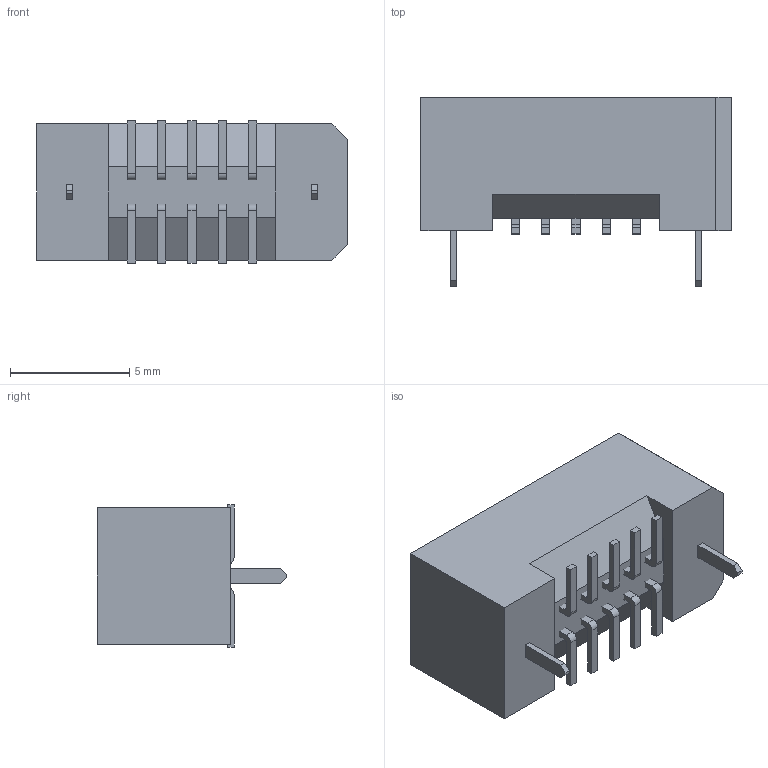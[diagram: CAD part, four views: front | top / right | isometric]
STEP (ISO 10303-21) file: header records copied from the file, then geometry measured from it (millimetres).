
FILE_DESCRIPTION( ( 'STEP AP214' ), ' ' );
FILE_NAME( 'TFM-105-02-S-D-WT.stp', '2016-05-30T17:17:34', ( '' ), ( '' ), ' ', 'PARTsolutions', ' ' );
FILE_SCHEMA( ( 'AUTOMOTIVE_DESIGN { 1 0 10303 214 1 1 1 1 }' ) );
Length unit declared in the file: inch
Products named in the file (3): TFM-105-02-S-D-WT; _TFM-105-02-L-D-WT_terminal; _TFM-105-02-L-D_pins
Assembly tree (2 placements, depth 2):
  TFM-105-02-S-D-WT
    _TFM-105-02-L-D-WT_terminal
    _TFM-105-02-L-D_pins
Bounding box: 13.03 x 7.95 x 5.97 mm (x, y, z)
Volume: 272.3 mm3; surface area: 570.4 mm2
Topology: 2 solids, 2 shells, 167 faces, 453 edges, 303 vertices
Faces by surface type: plane 137, cylinder 30
Full cylindrical faces by diameter (mm): 0.457 x10
Entity records: 6461 total; most frequent: CARTESIAN_POINT 896, ORIENTED_EDGE 866, DIRECTION 833, EDGE_CURVE 433, LINE 373, VECTOR 373, VERTEX_POINT 293, AXIS2_PLACEMENT_3D 230
